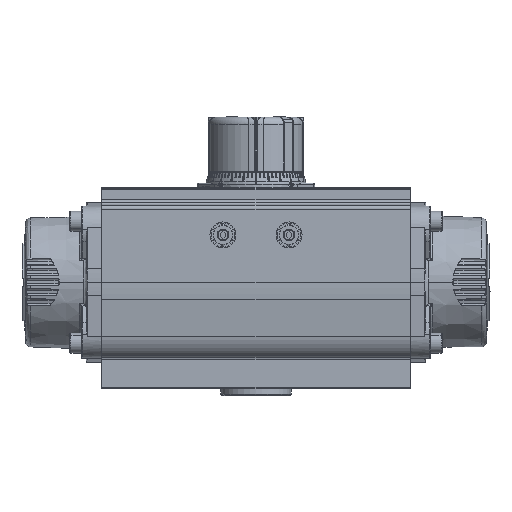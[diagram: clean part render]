
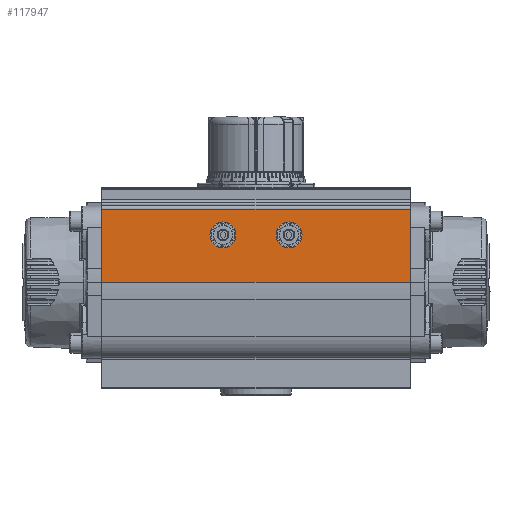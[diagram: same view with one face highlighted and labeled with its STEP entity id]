
A CAD part, top view. The second image highlights one B-rep face of the part: STEP entity #117947.
In plain terms, the highlighted face is planar.
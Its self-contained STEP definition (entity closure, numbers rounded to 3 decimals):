
#17453 = VERTEX_POINT ( 'NONE', #36334 ) ;
#17494 = VERTEX_POINT ( 'NONE', #36363 ) ;
#17596 = EDGE_CURVE ( 'NONE', #63578, #17608, #36418, .T. ) ;
#17600 = EDGE_CURVE ( 'NONE', #17494, #63567, #36437, .T. ) ;
#17603 = EDGE_CURVE ( 'NONE', #63595, #17494, #36468, .T. ) ;
#17608 = VERTEX_POINT ( 'NONE', #36459 ) ;
#17610 = EDGE_CURVE ( 'NONE', #17608, #63577, #36460, .T. ) ;
#17662 = EDGE_CURVE ( 'NONE', #17725, #17453, #36476, .T. ) ;
#17725 = VERTEX_POINT ( 'NONE', #36510 ) ;
#26638 = CARTESIAN_POINT ( 'NONE',  ( -10.876, 65.127, -12.5 ) ) ;
#26664 = DIRECTION ( 'NONE',  ( 0., 0., -1. ) ) ;
#26665 = VECTOR ( 'NONE', #26664, 1000. ) ;
#26669 = LINE ( 'NONE', #26671, #26665 ) ;
#26671 = CARTESIAN_POINT ( 'NONE',  ( -10.876, 65.127, 10.612 ) ) ;
#26755 = DIRECTION ( 'NONE',  ( 0., 0., 1. ) ) ;
#26781 = FACE_BOUND ( 'NONE', #118023, .T. ) ;
#26792 = FACE_OUTER_BOUND ( 'NONE', #118000, .T. ) ;
#26796 = AXIS2_PLACEMENT_3D ( 'NONE', #26811, #26809, #26755 ) ;
#26798 = PLANE ( 'NONE',  #26796 ) ;
#26800 = FACE_BOUND ( 'NONE', #117952, .T. ) ;
#26809 = DIRECTION ( 'NONE',  ( -1., 0., 0. ) ) ;
#26811 = CARTESIAN_POINT ( 'NONE',  ( -10.876, -0.323, -12.5 ) ) ;
#26868 = CARTESIAN_POINT ( 'NONE',  ( -10.876, -0.323, -12.5 ) ) ;
#26869 = LINE ( 'NONE', #26868, #26889 ) ;
#26888 = DIRECTION ( 'NONE',  ( 0., 1., 0. ) ) ;
#26889 = VECTOR ( 'NONE', #26888, 1000. ) ;
#26904 = DIRECTION ( 'NONE',  ( 0., 0., 1. ) ) ;
#26905 = VECTOR ( 'NONE', #26904, 1000. ) ;
#26907 = CARTESIAN_POINT ( 'NONE',  ( -10.876, -65.773, -5.308 ) ) ;
#26919 = LINE ( 'NONE', #26907, #26905 ) ;
#26968 = CARTESIAN_POINT ( 'NONE',  ( -10.876, -65.773, -12.5 ) ) ;
#36334 = CARTESIAN_POINT ( 'NONE',  ( -10.876, 65.127, 18.5 ) ) ;
#36363 = CARTESIAN_POINT ( 'NONE',  ( -10.876, 8.177, 7.5 ) ) ;
#36407 = CARTESIAN_POINT ( 'NONE',  ( -10.876, -14.323, 7.5 ) ) ;
#36408 = DIRECTION ( 'NONE',  ( 1., 0., 0. ) ) ;
#36416 = DIRECTION ( 'NONE',  ( 0., 0., -1. ) ) ;
#36417 = DIRECTION ( 'NONE',  ( 1., 0., 0. ) ) ;
#36418 = CIRCLE ( 'NONE', #36425, 5.5 ) ;
#36425 = AXIS2_PLACEMENT_3D ( 'NONE', #36407, #36417, #36416 ) ;
#36437 = CIRCLE ( 'NONE', #36463, 5.5 ) ;
#36448 = DIRECTION ( 'NONE',  ( 0., 0., -1. ) ) ;
#36449 = DIRECTION ( 'NONE',  ( 1., 0., 0. ) ) ;
#36450 = CARTESIAN_POINT ( 'NONE',  ( -10.876, -14.323, 7.5 ) ) ;
#36451 = AXIS2_PLACEMENT_3D ( 'NONE', #36450, #36449, #36448 ) ;
#36455 = DIRECTION ( 'NONE',  ( 0., 0., -1. ) ) ;
#36456 = DIRECTION ( 'NONE',  ( 1., 0., 0. ) ) ;
#36459 = CARTESIAN_POINT ( 'NONE',  ( -10.876, -19.823, 7.5 ) ) ;
#36460 = CIRCLE ( 'NONE', #36451, 5.5 ) ;
#36461 = CARTESIAN_POINT ( 'NONE',  ( -10.876, 13.677, 7.5 ) ) ;
#36462 = DIRECTION ( 'NONE',  ( 0., 0., -1. ) ) ;
#36463 = AXIS2_PLACEMENT_3D ( 'NONE', #36467, #36408, #36462 ) ;
#36464 = AXIS2_PLACEMENT_3D ( 'NONE', #36461, #36456, #36455 ) ;
#36467 = CARTESIAN_POINT ( 'NONE',  ( -10.876, 13.677, 7.5 ) ) ;
#36468 = CIRCLE ( 'NONE', #36464, 5.5 ) ;
#36473 = DIRECTION ( 'NONE',  ( 0., 1., 0. ) ) ;
#36474 = VECTOR ( 'NONE', #36473, 1000. ) ;
#36475 = CARTESIAN_POINT ( 'NONE',  ( -10.876, -0.323, 18.5 ) ) ;
#36476 = LINE ( 'NONE', #36475, #36474 ) ;
#36510 = CARTESIAN_POINT ( 'NONE',  ( -10.876, -65.773, 18.5 ) ) ;
#63567 = VERTEX_POINT ( 'NONE', #78047 ) ;
#63577 = VERTEX_POINT ( 'NONE', #78041 ) ;
#63578 = VERTEX_POINT ( 'NONE', #78058 ) ;
#63591 = EDGE_CURVE ( 'NONE', #63577, #63578, #78077, .T. ) ;
#63595 = VERTEX_POINT ( 'NONE', #78075 ) ;
#63601 = EDGE_CURVE ( 'NONE', #63567, #63595, #78076, .T. ) ;
#78041 = CARTESIAN_POINT ( 'NONE',  ( -10.876, -14.323, 2. ) ) ;
#78047 = CARTESIAN_POINT ( 'NONE',  ( -10.876, 13.677, 2. ) ) ;
#78058 = CARTESIAN_POINT ( 'NONE',  ( -10.876, -8.823, 7.5 ) ) ;
#78060 = CARTESIAN_POINT ( 'NONE',  ( -10.876, 13.677, 7.5 ) ) ;
#78062 = DIRECTION ( 'NONE',  ( 0., 0., -1. ) ) ;
#78064 = DIRECTION ( 'NONE',  ( 1., 0., 0. ) ) ;
#78075 = CARTESIAN_POINT ( 'NONE',  ( -10.876, 19.177, 7.5 ) ) ;
#78076 = CIRCLE ( 'NONE', #78123, 5.5 ) ;
#78077 = CIRCLE ( 'NONE', #78091, 5.5 ) ;
#78080 = CARTESIAN_POINT ( 'NONE',  ( -10.876, -14.323, 7.5 ) ) ;
#78091 = AXIS2_PLACEMENT_3D ( 'NONE', #78080, #78064, #78062 ) ;
#78121 = DIRECTION ( 'NONE',  ( 0., 0., -1. ) ) ;
#78122 = DIRECTION ( 'NONE',  ( 1., 0., 0. ) ) ;
#78123 = AXIS2_PLACEMENT_3D ( 'NONE', #78060, #78122, #78121 ) ;
#117829 = ORIENTED_EDGE ( 'NONE', *, *, #17600, .T. ) ;
#117835 = ORIENTED_EDGE ( 'NONE', *, *, #17610, .T. ) ;
#117862 = ORIENTED_EDGE ( 'NONE', *, *, #118027, .F. ) ;
#117871 = VERTEX_POINT ( 'NONE', #26638 ) ;
#117893 = EDGE_CURVE ( 'NONE', #17453, #117871, #26669, .T. ) ;
#117935 = ORIENTED_EDGE ( 'NONE', *, *, #118066, .T. ) ;
#117947 = ADVANCED_FACE ( 'NONE', ( #26781, #26800, #26792 ), #26798, .T. ) ;
#117949 = ORIENTED_EDGE ( 'NONE', *, *, #63591, .T. ) ;
#117952 = EDGE_LOOP ( 'NONE', ( #117835, #117949, #117998 ) ) ;
#117969 = ORIENTED_EDGE ( 'NONE', *, *, #63601, .T. ) ;
#117983 = ORIENTED_EDGE ( 'NONE', *, *, #117893, .T. ) ;
#117986 = ORIENTED_EDGE ( 'NONE', *, *, #17662, .T. ) ;
#117995 = ORIENTED_EDGE ( 'NONE', *, *, #17603, .T. ) ;
#117998 = ORIENTED_EDGE ( 'NONE', *, *, #17596, .T. ) ;
#118000 = EDGE_LOOP ( 'NONE', ( #117862, #117935, #117986, #117983 ) ) ;
#118023 = EDGE_LOOP ( 'NONE', ( #117829, #117969, #117995 ) ) ;
#118027 = EDGE_CURVE ( 'NONE', #118154, #117871, #26869, .T. ) ;
#118066 = EDGE_CURVE ( 'NONE', #118154, #17725, #26919, .T. ) ;
#118154 = VERTEX_POINT ( 'NONE', #26968 ) ;
